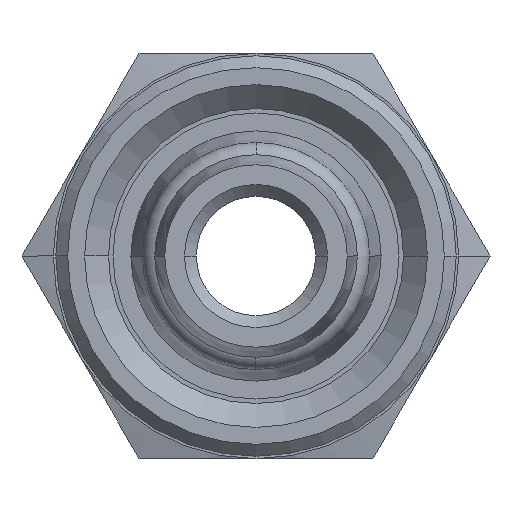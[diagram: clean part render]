
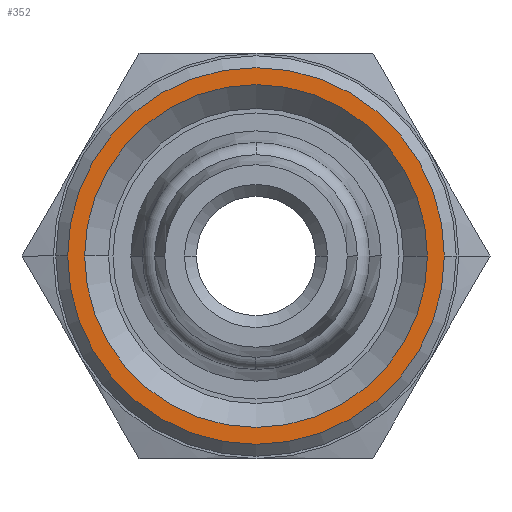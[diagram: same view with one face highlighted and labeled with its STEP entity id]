
A CAD part, left-side view. The second image highlights one B-rep face of the part: STEP entity #352.
In plain terms, the highlighted planar face has unit normal (-1, 0, 0).
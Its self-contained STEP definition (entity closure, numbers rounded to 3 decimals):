
#352 = ADVANCED_FACE( '', ( #741, #742 ), #743, .T. );
#741 = FACE_BOUND( '', #1149, .T. );
#742 = FACE_OUTER_BOUND( '', #1150, .T. );
#743 = PLANE( '', #1151 );
#1149 = EDGE_LOOP( '', ( #2547, #2548 ) );
#1150 = EDGE_LOOP( '', ( #2549, #2550 ) );
#1151 = AXIS2_PLACEMENT_3D( '', #2551, #2552, #2553 );
#2547 = ORIENTED_EDGE( '', *, *, #2943, .T. );
#2548 = ORIENTED_EDGE( '', *, *, #3096, .T. );
#2549 = ORIENTED_EDGE( '', *, *, #2931, .F. );
#2550 = ORIENTED_EDGE( '', *, *, #3101, .F. );
#2551 = CARTESIAN_POINT( '', ( -17.25, -3.95, 0. ) );
#2552 = DIRECTION( '', ( -1., 0., 0. ) );
#2553 = DIRECTION( '', ( 0., 1., 0. ) );
#2931 = EDGE_CURVE( '', #3550, #3552, #3553, .T. );
#2943 = EDGE_CURVE( '', #3571, #3573, #3575, .T. );
#3096 = EDGE_CURVE( '', #3573, #3571, #3824, .T. );
#3101 = EDGE_CURVE( '', #3552, #3550, #3829, .T. );
#3550 = VERTEX_POINT( '', #4638 );
#3552 = VERTEX_POINT( '', #4641 );
#3553 = CIRCLE( '', #4642, 7.9 );
#3571 = VERTEX_POINT( '', #4665 );
#3573 = VERTEX_POINT( '', #4668 );
#3575 = CIRCLE( '', #4671, 7.188 );
#3824 = CIRCLE( '', #5232, 7.188 );
#3829 = CIRCLE( '', #5237, 7.9 );
#4638 = CARTESIAN_POINT( '', ( -17.25, -7.9, 0. ) );
#4641 = CARTESIAN_POINT( '', ( -17.25, 7.9, 0. ) );
#4642 = AXIS2_PLACEMENT_3D( '', #5731, #5732, #5733 );
#4665 = CARTESIAN_POINT( '', ( -17.25, -7.188, 0. ) );
#4668 = CARTESIAN_POINT( '', ( -17.25, 7.188, 0. ) );
#4671 = AXIS2_PLACEMENT_3D( '', #5753, #5754, #5755 );
#5232 = AXIS2_PLACEMENT_3D( '', #5948, #5949, #5950 );
#5237 = AXIS2_PLACEMENT_3D( '', #5963, #5964, #5965 );
#5731 = CARTESIAN_POINT( '', ( -17.25, 0., 0. ) );
#5732 = DIRECTION( '', ( 1., 0., 0. ) );
#5733 = DIRECTION( '', ( 0., -1., 0. ) );
#5753 = CARTESIAN_POINT( '', ( -17.25, 0., 0. ) );
#5754 = DIRECTION( '', ( 1., 0., 0. ) );
#5755 = DIRECTION( '', ( 0., -1., 0. ) );
#5948 = CARTESIAN_POINT( '', ( -17.25, 0., 0. ) );
#5949 = DIRECTION( '', ( 1., 0., 0. ) );
#5950 = DIRECTION( '', ( 0., -1., 0. ) );
#5963 = CARTESIAN_POINT( '', ( -17.25, 0., 0. ) );
#5964 = DIRECTION( '', ( 1., 0., 0. ) );
#5965 = DIRECTION( '', ( 0., -1., 0. ) );
